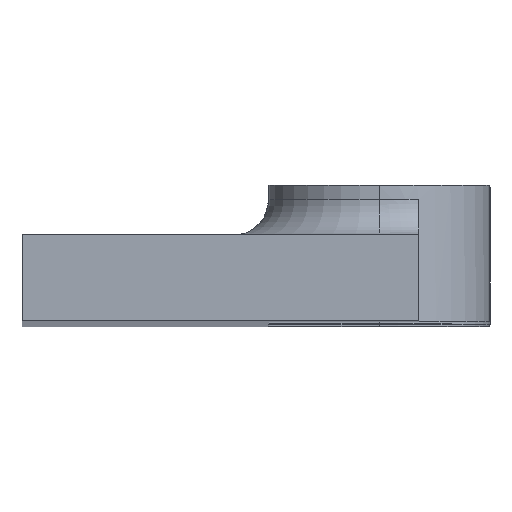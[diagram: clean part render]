
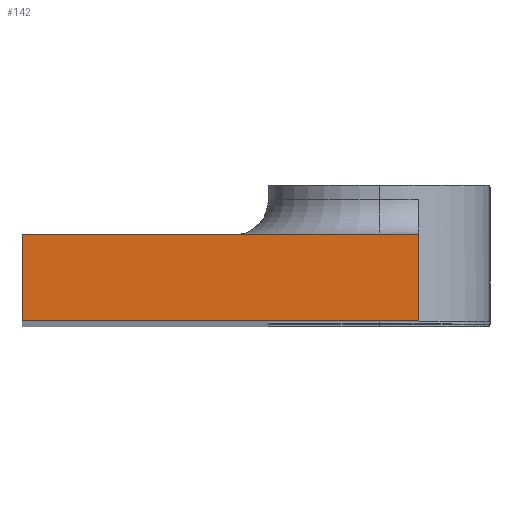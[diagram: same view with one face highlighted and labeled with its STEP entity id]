
A CAD part, top view. The second image highlights one B-rep face of the part: STEP entity #142.
In plain terms, the highlighted planar face has unit normal (0, 0, 1).
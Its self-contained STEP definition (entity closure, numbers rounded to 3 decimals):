
#18 = PLANE ( 'NONE',  #779 ) ;
#46 = EDGE_CURVE ( 'NONE', #561, #563, #113, .T. ) ;
#88 = LINE ( 'NONE', #688, #724 ) ;
#113 = LINE ( 'NONE', #188, #974 ) ;
#129 = CARTESIAN_POINT ( 'NONE',  ( -8.9, 0., 0. ) ) ;
#142 = ADVANCED_FACE ( 'NONE', ( #789 ), #18, .F. ) ;
#171 = VERTEX_POINT ( 'NONE', #129 ) ;
#188 = CARTESIAN_POINT ( 'NONE',  ( 0., 2.42, 0. ) ) ;
#276 = DIRECTION ( 'NONE',  ( -1., 0., 0. ) ) ;
#358 = CARTESIAN_POINT ( 'NONE',  ( 0., 3.82, 0. ) ) ;
#369 = CARTESIAN_POINT ( 'NONE',  ( 2.2, 2.42, 0. ) ) ;
#386 = EDGE_CURVE ( 'NONE', #171, #904, #88, .T. ) ;
#434 = EDGE_CURVE ( 'NONE', #561, #171, #586, .T. ) ;
#437 = VECTOR ( 'NONE', #602, 1000. ) ;
#460 = CARTESIAN_POINT ( 'NONE',  ( 2.2, 3.82, 0. ) ) ;
#477 = ORIENTED_EDGE ( 'NONE', *, *, #386, .T. ) ;
#561 = VERTEX_POINT ( 'NONE', #725 ) ;
#563 = VERTEX_POINT ( 'NONE', #369 ) ;
#565 = DIRECTION ( 'NONE',  ( 0., -1., 0. ) ) ;
#586 = LINE ( 'NONE', #922, #437 ) ;
#602 = DIRECTION ( 'NONE',  ( 0., -1., 0. ) ) ;
#660 = EDGE_LOOP ( 'NONE', ( #954, #756, #477, #1012 ) ) ;
#662 = EDGE_CURVE ( 'NONE', #563, #904, #824, .T. ) ;
#688 = CARTESIAN_POINT ( 'NONE',  ( 0., 0., 0. ) ) ;
#704 = DIRECTION ( 'NONE',  ( 0., 0., -1. ) ) ;
#724 = VECTOR ( 'NONE', #864, 1000. ) ;
#725 = CARTESIAN_POINT ( 'NONE',  ( -8.9, 2.42, 0. ) ) ;
#756 = ORIENTED_EDGE ( 'NONE', *, *, #434, .T. ) ;
#779 = AXIS2_PLACEMENT_3D ( 'NONE', #358, #704, #276 ) ;
#789 = FACE_OUTER_BOUND ( 'NONE', #660, .T. ) ;
#793 = DIRECTION ( 'NONE',  ( 1., 0., 0. ) ) ;
#824 = LINE ( 'NONE', #460, #1073 ) ;
#864 = DIRECTION ( 'NONE',  ( 1., 0., 0. ) ) ;
#877 = CARTESIAN_POINT ( 'NONE',  ( 2.2, 0., 0. ) ) ;
#904 = VERTEX_POINT ( 'NONE', #877 ) ;
#922 = CARTESIAN_POINT ( 'NONE',  ( -8.9, 3.82, 0. ) ) ;
#954 = ORIENTED_EDGE ( 'NONE', *, *, #46, .F. ) ;
#974 = VECTOR ( 'NONE', #793, 1000. ) ;
#1012 = ORIENTED_EDGE ( 'NONE', *, *, #662, .F. ) ;
#1073 = VECTOR ( 'NONE', #565, 1000. ) ;
